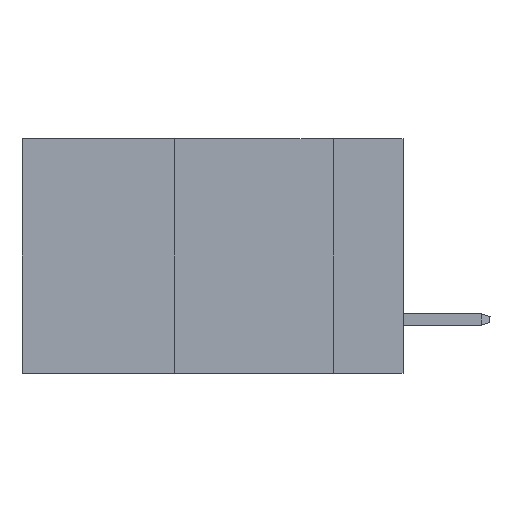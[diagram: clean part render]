
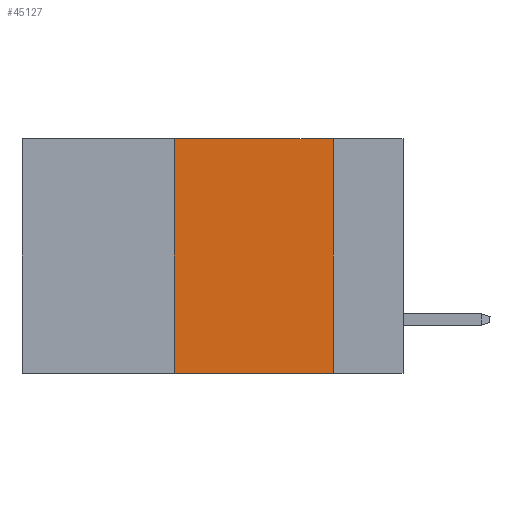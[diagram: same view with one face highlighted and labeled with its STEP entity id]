
A CAD part, left-side view. The second image highlights one B-rep face of the part: STEP entity #45127.
In plain terms, the highlighted planar face has unit normal (-1, 0, 0).
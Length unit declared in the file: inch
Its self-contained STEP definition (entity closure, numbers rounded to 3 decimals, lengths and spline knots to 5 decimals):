
#529 = CARTESIAN_POINT ( 'NONE',  ( 0., 0.6, 0. ) ) ;
#3500 = VECTOR ( 'NONE', #12159, 39.37008 ) ;
#3842 = CARTESIAN_POINT ( 'NONE',  ( 0., 0.36, 0. ) ) ;
#3998 = EDGE_CURVE ( 'NONE', #41600, #32931, #13271, .T. ) ;
#11093 = DIRECTION ( 'NONE',  ( 1., 0., 0. ) ) ;
#11621 = DIRECTION ( 'NONE',  ( 0., 0., -1. ) ) ;
#11713 = VERTEX_POINT ( 'NONE', #32575 ) ;
#11987 = EDGE_CURVE ( 'NONE', #11713, #41600, #42937, .T. ) ;
#12159 = DIRECTION ( 'NONE',  ( 0., 0., 1. ) ) ;
#13271 = LINE ( 'NONE', #529, #51313 ) ;
#14633 = VERTEX_POINT ( 'NONE', #26923 ) ;
#16565 = EDGE_CURVE ( 'NONE', #32931, #14633, #20797, .T. ) ;
#18250 = ORIENTED_EDGE ( 'NONE', *, *, #36143, .T. ) ;
#20285 = DIRECTION ( 'NONE',  ( 0., 0., -1. ) ) ;
#20797 = LINE ( 'NONE', #28381, #39488 ) ;
#22772 = ORIENTED_EDGE ( 'NONE', *, *, #3998, .F. ) ;
#23648 = CARTESIAN_POINT ( 'NONE',  ( 0., 0.11, 0. ) ) ;
#25010 = DIRECTION ( 'NONE',  ( 0., -1., 0. ) ) ;
#26923 = CARTESIAN_POINT ( 'NONE',  ( 0., 0.11, -0.37 ) ) ;
#28381 = CARTESIAN_POINT ( 'NONE',  ( 0., 0.11, 0. ) ) ;
#30993 = LINE ( 'NONE', #46924, #32946 ) ;
#32575 = CARTESIAN_POINT ( 'NONE',  ( 0., 0.36, -0.37 ) ) ;
#32931 = VERTEX_POINT ( 'NONE', #23648 ) ;
#32946 = VECTOR ( 'NONE', #49827, 39.37008 ) ;
#34313 = ORIENTED_EDGE ( 'NONE', *, *, #16565, .F. ) ;
#35068 = CARTESIAN_POINT ( 'NONE',  ( 0., 0.36, 0. ) ) ;
#36143 = EDGE_CURVE ( 'NONE', #11713, #14633, #30993, .T. ) ;
#38969 = ORIENTED_EDGE ( 'NONE', *, *, #11987, .F. ) ;
#39025 = CARTESIAN_POINT ( 'NONE',  ( 0., 0.6, 0. ) ) ;
#39488 = VECTOR ( 'NONE', #20285, 39.37008 ) ;
#39525 = PLANE ( 'NONE',  #45732 ) ;
#41600 = VERTEX_POINT ( 'NONE', #35068 ) ;
#42937 = LINE ( 'NONE', #3842, #3500 ) ;
#45066 = EDGE_LOOP ( 'NONE', ( #34313, #22772, #38969, #18250 ) ) ;
#45127 = ADVANCED_FACE ( 'NONE', ( #47352 ), #39525, .F. ) ;
#45732 = AXIS2_PLACEMENT_3D ( 'NONE', #39025, #11093, #11621 ) ;
#46924 = CARTESIAN_POINT ( 'NONE',  ( 0., 0.6, -0.37 ) ) ;
#47352 = FACE_OUTER_BOUND ( 'NONE', #45066, .T. ) ;
#49827 = DIRECTION ( 'NONE',  ( 0., -1., 0. ) ) ;
#51313 = VECTOR ( 'NONE', #25010, 39.37008 ) ;
